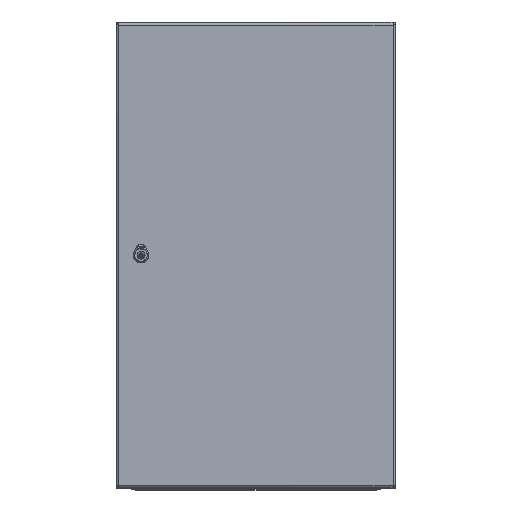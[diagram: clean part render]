
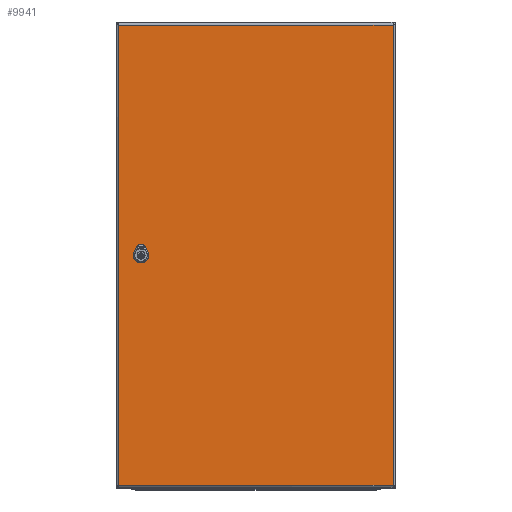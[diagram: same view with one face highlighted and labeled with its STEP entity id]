
A CAD part, top view. The second image highlights one B-rep face of the part: STEP entity #9941.
In plain terms, the highlighted face is planar.
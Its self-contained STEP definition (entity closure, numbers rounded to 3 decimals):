
#3765=FACE_BOUND('',#12758,.T.);
#3766=FACE_BOUND('',#12759,.T.);
#5399=PLANE('',#29509);
#6734=LINE('',#47501,#8455);
#6735=LINE('',#47506,#8456);
#6736=LINE('',#47510,#8457);
#6737=LINE('',#47514,#8458);
#6738=LINE('',#47517,#8459);
#6739=LINE('',#47520,#8460);
#6740=LINE('',#47522,#8461);
#6741=LINE('',#47524,#8462);
#8455=VECTOR('',#34666,1.);
#8456=VECTOR('',#34669,1.);
#8457=VECTOR('',#34672,1.);
#8458=VECTOR('',#34675,1.);
#8459=VECTOR('',#34678,1.);
#8460=VECTOR('',#34679,1.);
#8461=VECTOR('',#34680,1.);
#8462=VECTOR('',#34681,1.);
#9941=ADVANCED_FACE('',(#3765,#3766),#5399,.F.);
#12758=EDGE_LOOP('',(#18443,#18444,#18445,#18446,#18447,#18448,#18449,#18450));
#12759=EDGE_LOOP('',(#18451,#18452,#18453,#18454));
#18443=ORIENTED_EDGE('',*,*,#25538,.T.);
#18444=ORIENTED_EDGE('',*,*,#25539,.T.);
#18445=ORIENTED_EDGE('',*,*,#25540,.T.);
#18446=ORIENTED_EDGE('',*,*,#25541,.T.);
#18447=ORIENTED_EDGE('',*,*,#25542,.T.);
#18448=ORIENTED_EDGE('',*,*,#25543,.T.);
#18449=ORIENTED_EDGE('',*,*,#25544,.T.);
#18450=ORIENTED_EDGE('',*,*,#25545,.T.);
#18451=ORIENTED_EDGE('',*,*,#25546,.T.);
#18452=ORIENTED_EDGE('',*,*,#25547,.T.);
#18453=ORIENTED_EDGE('',*,*,#25548,.T.);
#18454=ORIENTED_EDGE('',*,*,#25549,.T.);
#22475=VERTEX_POINT('',#47502);
#22476=VERTEX_POINT('',#47503);
#22477=VERTEX_POINT('',#47505);
#22478=VERTEX_POINT('',#47507);
#22479=VERTEX_POINT('',#47509);
#22480=VERTEX_POINT('',#47511);
#22481=VERTEX_POINT('',#47513);
#22482=VERTEX_POINT('',#47515);
#22483=VERTEX_POINT('',#47518);
#22484=VERTEX_POINT('',#47519);
#22485=VERTEX_POINT('',#47521);
#22486=VERTEX_POINT('',#47523);
#25538=EDGE_CURVE('',#22475,#22476,#6734,.T.);
#25539=EDGE_CURVE('',#22476,#22477,#27527,.T.);
#25540=EDGE_CURVE('',#22477,#22478,#6735,.T.);
#25541=EDGE_CURVE('',#22478,#22479,#27528,.T.);
#25542=EDGE_CURVE('',#22479,#22480,#6736,.T.);
#25543=EDGE_CURVE('',#22480,#22481,#27529,.T.);
#25544=EDGE_CURVE('',#22481,#22482,#6737,.T.);
#25545=EDGE_CURVE('',#22482,#22475,#27530,.T.);
#25546=EDGE_CURVE('',#22483,#22484,#6738,.T.);
#25547=EDGE_CURVE('',#22484,#22485,#6739,.T.);
#25548=EDGE_CURVE('',#22485,#22486,#6740,.T.);
#25549=EDGE_CURVE('',#22486,#22483,#6741,.T.);
#27527=CIRCLE('',#29505,11.25);
#27528=CIRCLE('',#29506,11.25);
#27529=CIRCLE('',#29507,11.25);
#27530=CIRCLE('',#29508,11.25);
#29505=AXIS2_PLACEMENT_3D('',#47504,#34667,#34668);
#29506=AXIS2_PLACEMENT_3D('',#47508,#34670,#34671);
#29507=AXIS2_PLACEMENT_3D('',#47512,#34673,#34674);
#29508=AXIS2_PLACEMENT_3D('',#47516,#34676,#34677);
#29509=AXIS2_PLACEMENT_3D('',#47525,#34682,#34683);
#34666=DIRECTION('',(-1.,0.,0.));
#34667=DIRECTION('',(0.,0.,1.));
#34668=DIRECTION('',(1.,0.,0.));
#34669=DIRECTION('',(0.,-1.,0.));
#34670=DIRECTION('',(0.,0.,1.));
#34671=DIRECTION('',(1.,0.,0.));
#34672=DIRECTION('',(1.,0.,0.));
#34673=DIRECTION('',(0.,0.,1.));
#34674=DIRECTION('',(1.,0.,0.));
#34675=DIRECTION('',(0.,1.,0.));
#34676=DIRECTION('',(0.,0.,1.));
#34677=DIRECTION('',(1.,0.,0.));
#34678=DIRECTION('',(0.,1.,0.));
#34679=DIRECTION('',(1.,0.,0.));
#34680=DIRECTION('',(0.,-1.,0.));
#34681=DIRECTION('',(-1.,0.,0.));
#34682=DIRECTION('',(0.,0.,1.));
#34683=DIRECTION('',(1.,0.,0.));
#47501=CARTESIAN_POINT('',(-296.25,10.2,0.));
#47502=CARTESIAN_POINT('',(250.996,10.2,0.));
#47503=CARTESIAN_POINT('',(241.504,10.2,0.));
#47504=CARTESIAN_POINT('',(246.25,0.,0.));
#47505=CARTESIAN_POINT('',(236.05,4.746,0.));
#47506=CARTESIAN_POINT('',(236.05,-495.5,0.));
#47507=CARTESIAN_POINT('',(236.05,-4.746,0.));
#47508=CARTESIAN_POINT('',(246.25,0.,0.));
#47509=CARTESIAN_POINT('',(241.504,-10.2,0.));
#47510=CARTESIAN_POINT('',(-296.25,-10.2,0.));
#47511=CARTESIAN_POINT('',(250.996,-10.2,0.));
#47512=CARTESIAN_POINT('',(246.25,0.,0.));
#47513=CARTESIAN_POINT('',(256.45,-4.746,0.));
#47514=CARTESIAN_POINT('',(256.45,-495.5,0.));
#47515=CARTESIAN_POINT('',(256.45,4.746,0.));
#47516=CARTESIAN_POINT('',(246.25,0.,0.));
#47517=CARTESIAN_POINT('',(-294.15,-495.5,0.));
#47518=CARTESIAN_POINT('',(-294.15,-493.4,0.));
#47519=CARTESIAN_POINT('',(-294.15,493.4,0.));
#47520=CARTESIAN_POINT('',(-296.25,493.4,0.));
#47521=CARTESIAN_POINT('',(294.15,493.4,0.));
#47522=CARTESIAN_POINT('',(294.15,-495.5,0.));
#47523=CARTESIAN_POINT('',(294.15,-493.4,0.));
#47524=CARTESIAN_POINT('',(-296.25,-493.4,0.));
#47525=CARTESIAN_POINT('',(-296.25,-495.5,0.));
